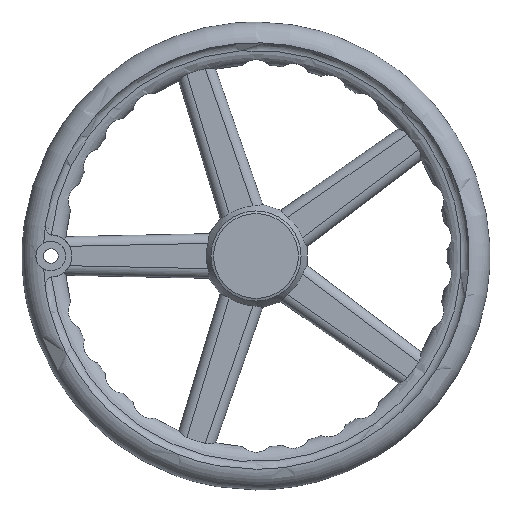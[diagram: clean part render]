
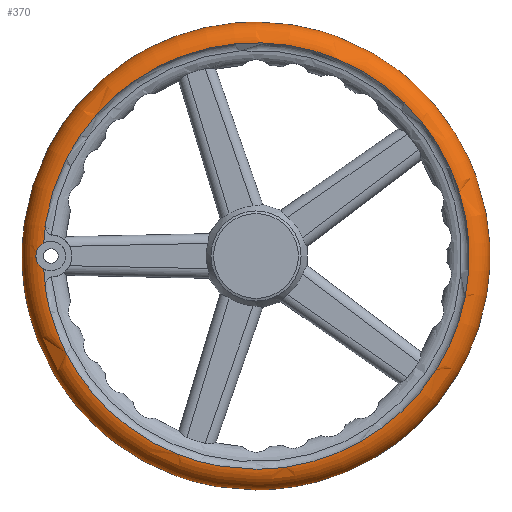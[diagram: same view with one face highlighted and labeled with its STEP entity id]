
A CAD part, left-side view. The second image highlights one B-rep face of the part: STEP entity #370.
In plain terms, the highlighted toroidal (fillet/blend) face has major radius 142.856 mm and minor radius 14.509 mm.
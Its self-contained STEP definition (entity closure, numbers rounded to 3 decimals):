
#347=FACE_BOUND('',#585,.T.);
#348=FACE_BOUND('',#586,.T.);
#370=ADVANCED_FACE('',(#347,#348),#478,.T.);
#478=TOROIDAL_SURFACE('',#2145,142.856,14.509);
#585=EDGE_LOOP('',(#861));
#586=EDGE_LOOP('',(#862,#863,#864,#865,#866,#867));
#739=CIRCLE('',#2144,143.365);
#861=ORIENTED_EDGE('',*,*,#1706,.F.);
#862=ORIENTED_EDGE('',*,*,#1707,.F.);
#863=ORIENTED_EDGE('',*,*,#1708,.F.);
#864=ORIENTED_EDGE('',*,*,#1709,.F.);
#865=ORIENTED_EDGE('',*,*,#1710,.F.);
#866=ORIENTED_EDGE('',*,*,#1711,.T.);
#867=ORIENTED_EDGE('',*,*,#1712,.T.);
#1493=VERTEX_POINT('',#3119);
#1494=VERTEX_POINT('',#3124);
#1495=VERTEX_POINT('',#3125);
#1496=VERTEX_POINT('',#3136);
#1497=VERTEX_POINT('',#3141);
#1498=VERTEX_POINT('',#3146);
#1499=VERTEX_POINT('',#3181);
#1706=EDGE_CURVE('',#1493,#1493,#739,.T.);
#1707=EDGE_CURVE('',#1494,#1495,#1990,.T.);
#1708=EDGE_CURVE('',#1496,#1494,#1991,.T.);
#1709=EDGE_CURVE('',#1497,#1496,#1992,.T.);
#1710=EDGE_CURVE('',#1498,#1497,#1993,.T.);
#1711=EDGE_CURVE('',#1498,#1499,#1994,.T.);
#1712=EDGE_CURVE('',#1499,#1495,#1995,.T.);
#1990=B_SPLINE_CURVE_WITH_KNOTS('',3,(#3120,#3121,#3122,#3123),.UNSPECIFIED.,
.F.,.F.,(4,4),(0.,1.),.UNSPECIFIED.);
#1991=B_SPLINE_CURVE_WITH_KNOTS('',3,(#3126,#3127,#3128,#3129,#3130,#3131,
#3132,#3133,#3134,#3135),.UNSPECIFIED.,.F.,.F.,(4,2,2,2,4),(0.,0.25,0.5,
0.75,1.),.UNSPECIFIED.);
#1992=B_SPLINE_CURVE_WITH_KNOTS('',3,(#3137,#3138,#3139,#3140),.UNSPECIFIED.,
.F.,.F.,(4,4),(0.,1.),.UNSPECIFIED.);
#1993=B_SPLINE_CURVE_WITH_KNOTS('',3,(#3142,#3143,#3144,#3145),.UNSPECIFIED.,
.F.,.F.,(4,4),(0.,1.),.UNSPECIFIED.);
#1994=B_SPLINE_CURVE_WITH_KNOTS('',3,(#3147,#3148,#3149,#3150,#3151,#3152,
#3153,#3154,#3155,#3156,#3157,#3158,#3159,#3160,#3161,#3162,#3163,#3164,
#3165,#3166,#3167,#3168,#3169,#3170,#3171,#3172,#3173,#3174,#3175,#3176,
#3177,#3178,#3179,#3180),.UNSPECIFIED.,.F.,.F.,(4,2,2,2,2,2,2,2,2,2,2,2,
2,2,2,2,4),(0.,0.063,0.125,0.188,0.25,0.313,0.375,0.438,
0.5,0.563,0.625,0.688,0.75,0.813,0.875,0.938,1.),.UNSPECIFIED.);
#1995=B_SPLINE_CURVE_WITH_KNOTS('',3,(#3182,#3183,#3184,#3185),.UNSPECIFIED.,
.F.,.F.,(4,4),(0.,1.),.UNSPECIFIED.);
#2144=AXIS2_PLACEMENT_3D('',#3118,#2364,#2365);
#2145=AXIS2_PLACEMENT_3D('',#3186,#2366,#2367);
#2364=DIRECTION('',(1.,0.,0.));
#2365=DIRECTION('',(0.,0.,-1.));
#2366=DIRECTION('',(1.,0.,0.));
#2367=DIRECTION('',(0.,0.,-1.));
#3118=CARTESIAN_POINT('',(391.239,194.156,0.));
#3119=CARTESIAN_POINT('',(391.239,194.156,-143.365));
#3120=CARTESIAN_POINT('',(362.239,336.885,-8.811));
#3121=CARTESIAN_POINT('',(362.239,336.658,-12.488));
#3122=CARTESIAN_POINT('',(362.239,336.289,-16.156));
#3123=CARTESIAN_POINT('',(362.239,335.777,-19.814));
#3124=CARTESIAN_POINT('',(362.238,336.885,-8.811));
#3125=CARTESIAN_POINT('',(362.235,335.777,-19.814));
#3126=CARTESIAN_POINT('',(362.231,336.885,8.811));
#3127=CARTESIAN_POINT('',(362.247,338.482,7.954));
#3128=CARTESIAN_POINT('',(362.506,339.821,6.665));
#3129=CARTESIAN_POINT('',(362.975,341.651,3.609));
#3130=CARTESIAN_POINT('',(363.173,342.156,1.817));
#3131=CARTESIAN_POINT('',(363.173,342.157,-1.809));
#3132=CARTESIAN_POINT('',(362.978,341.659,-3.592));
#3133=CARTESIAN_POINT('',(362.507,339.824,-6.664));
#3134=CARTESIAN_POINT('',(362.247,338.48,-7.956));
#3135=CARTESIAN_POINT('',(362.231,336.885,-8.812));
#3136=CARTESIAN_POINT('',(362.238,336.885,8.811));
#3137=CARTESIAN_POINT('',(362.239,335.777,19.814));
#3138=CARTESIAN_POINT('',(362.239,336.289,16.156));
#3139=CARTESIAN_POINT('',(362.239,336.658,12.489));
#3140=CARTESIAN_POINT('',(362.239,336.885,8.811));
#3141=CARTESIAN_POINT('',(362.235,335.777,19.814));
#3142=CARTESIAN_POINT('',(362.24,336.147,19.814));
#3143=CARTESIAN_POINT('',(362.235,336.024,19.814));
#3144=CARTESIAN_POINT('',(362.232,335.9,19.814));
#3145=CARTESIAN_POINT('',(362.231,335.777,19.814));
#3146=CARTESIAN_POINT('',(362.24,336.147,19.814));
#3147=CARTESIAN_POINT('',(362.239,336.146,19.813));
#3148=CARTESIAN_POINT('',(362.239,333.666,37.58));
#3149=CARTESIAN_POINT('',(362.239,327.815,54.869));
#3150=CARTESIAN_POINT('',(362.239,310.175,86.109));
#3151=CARTESIAN_POINT('',(362.239,298.393,100.05));
#3152=CARTESIAN_POINT('',(362.239,270.528,122.648));
#3153=CARTESIAN_POINT('',(362.239,254.455,131.299));
#3154=CARTESIAN_POINT('',(362.239,220.246,142.108));
#3155=CARTESIAN_POINT('',(362.239,202.121,144.263));
#3156=CARTESIAN_POINT('',(362.239,166.331,141.778));
#3157=CARTESIAN_POINT('',(362.239,148.677,137.138));
#3158=CARTESIAN_POINT('',(362.239,116.29,121.705));
#3159=CARTESIAN_POINT('',(362.239,101.567,110.916));
#3160=CARTESIAN_POINT('',(362.239,77.093,84.684));
#3161=CARTESIAN_POINT('',(362.239,67.35,69.249));
#3162=CARTESIAN_POINT('',(362.239,54.197,35.871));
#3163=CARTESIAN_POINT('',(362.239,50.791,17.938));
#3164=CARTESIAN_POINT('',(362.239,50.791,-17.938));
#3165=CARTESIAN_POINT('',(362.239,54.197,-35.871));
#3166=CARTESIAN_POINT('',(362.239,67.35,-69.249));
#3167=CARTESIAN_POINT('',(362.239,77.093,-84.684));
#3168=CARTESIAN_POINT('',(362.239,101.567,-110.916));
#3169=CARTESIAN_POINT('',(362.239,116.29,-121.705));
#3170=CARTESIAN_POINT('',(362.239,148.677,-137.138));
#3171=CARTESIAN_POINT('',(362.239,166.331,-141.778));
#3172=CARTESIAN_POINT('',(362.239,202.121,-144.263));
#3173=CARTESIAN_POINT('',(362.239,220.246,-142.108));
#3174=CARTESIAN_POINT('',(362.239,254.455,-131.299));
#3175=CARTESIAN_POINT('',(362.239,270.528,-122.648));
#3176=CARTESIAN_POINT('',(362.239,298.393,-100.05));
#3177=CARTESIAN_POINT('',(362.239,310.175,-86.109));
#3178=CARTESIAN_POINT('',(362.239,327.815,-54.869));
#3179=CARTESIAN_POINT('',(362.239,333.666,-37.58));
#3180=CARTESIAN_POINT('',(362.239,336.146,-19.813));
#3181=CARTESIAN_POINT('',(362.24,336.147,-19.814));
#3182=CARTESIAN_POINT('',(362.24,336.147,-19.814));
#3183=CARTESIAN_POINT('',(362.235,336.024,-19.814));
#3184=CARTESIAN_POINT('',(362.232,335.9,-19.814));
#3185=CARTESIAN_POINT('',(362.231,335.777,-19.814));
#3186=CARTESIAN_POINT('',(376.739,194.156,0.));
